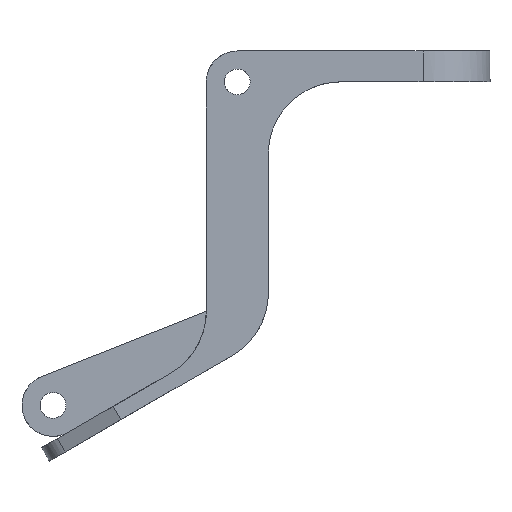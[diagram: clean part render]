
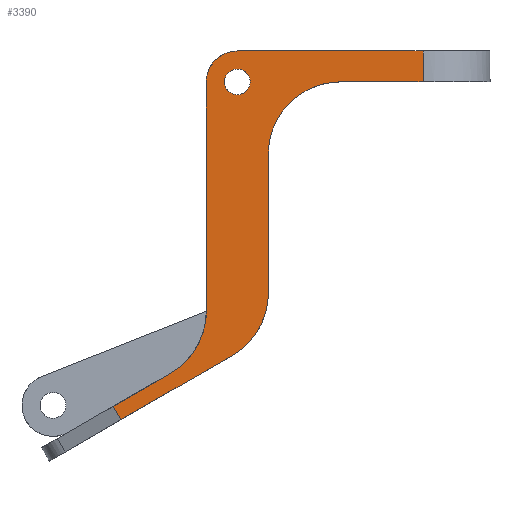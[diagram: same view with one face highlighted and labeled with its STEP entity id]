
A CAD part, front view. The second image highlights one B-rep face of the part: STEP entity #3390.
In plain terms, the highlighted free-form (B-spline) face has degree [1, 1] with [2, 2] control points.
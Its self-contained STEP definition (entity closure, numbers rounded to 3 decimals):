
#1746 = VERTEX_POINT('',#1747);
#1747 = CARTESIAN_POINT('',(-2.098,-27.28,
    -111.306));
#1752 = EDGE_CURVE('',#1753,#1746,#1755,.T.);
#1753 = VERTEX_POINT('',#1754);
#1754 = CARTESIAN_POINT('',(-47.381,-27.28,
    -137.45));
#1755 = B_SPLINE_CURVE_WITH_KNOTS('',1,(#1756,#1757),.UNSPECIFIED.,.F.,
  .F.,(2,2),(-49.834,0.),.PIECEWISE_BEZIER_KNOTS.);
#1756 = CARTESIAN_POINT('',(-47.381,-27.28,
    -137.45));
#1757 = CARTESIAN_POINT('',(-2.098,-27.28,
    -111.306));
#1818 = VERTEX_POINT('',#1819);
#1819 = CARTESIAN_POINT('',(12.591,-27.28,
    -85.863));
#1824 = EDGE_CURVE('',#1746,#1818,#1825,.T.);
#1825 = ( BOUNDED_CURVE() B_SPLINE_CURVE(2,(#1826,#1827,#1828),
.UNSPECIFIED.,.F.,.F.) B_SPLINE_CURVE_WITH_KNOTS((3,3),(5.236,
6.283),.PIECEWISE_BEZIER_KNOTS.) CURVE() 
GEOMETRIC_REPRESENTATION_ITEM() RATIONAL_B_SPLINE_CURVE((1.,
0.866,1.)) REPRESENTATION_ITEM('') );
#1826 = CARTESIAN_POINT('',(-2.098,-27.28,
    -111.306));
#1827 = CARTESIAN_POINT('',(12.591,-27.28,
    -102.825));
#1828 = CARTESIAN_POINT('',(12.591,-27.28,
    -85.863));
#1936 = VERTEX_POINT('',#1937);
#1937 = CARTESIAN_POINT('',(12.591,-27.28,
    -29.379));
#1942 = EDGE_CURVE('',#1818,#1936,#1943,.T.);
#1943 = B_SPLINE_CURVE_WITH_KNOTS('',1,(#1944,#1945),.UNSPECIFIED.,.F.,
  .F.,(2,2),(-53.834,0.),.PIECEWISE_BEZIER_KNOTS.);
#1944 = CARTESIAN_POINT('',(12.591,-27.28,
    -85.863));
#1945 = CARTESIAN_POINT('',(12.591,-27.28,
    -29.379));
#2112 = VERTEX_POINT('',#2113);
#2113 = CARTESIAN_POINT('',(-50.529,-27.28,
    -131.998));
#2118 = EDGE_CURVE('',#2119,#2112,#2121,.T.);
#2119 = VERTEX_POINT('',#2120);
#2120 = CARTESIAN_POINT('',(-27.28,-27.28,
    -118.575));
#2121 = B_SPLINE_CURVE_WITH_KNOTS('',1,(#2122,#2123),.UNSPECIFIED.,.F.,
  .F.,(2,2),(24.249,49.834),.PIECEWISE_BEZIER_KNOTS.);
#2122 = CARTESIAN_POINT('',(-27.28,-27.28,
    -118.575));
#2123 = CARTESIAN_POINT('',(-50.529,-27.28,
    -131.998));
#2265 = EDGE_CURVE('',#1753,#2112,#2266,.T.);
#2266 = B_SPLINE_CURVE_WITH_KNOTS('',1,(#2267,#2268),.UNSPECIFIED.,.F.,
  .F.,(2,2),(-12.142,-6.142),.PIECEWISE_BEZIER_KNOTS.);
#2267 = CARTESIAN_POINT('',(-47.381,-27.28,
    -137.45));
#2268 = CARTESIAN_POINT('',(-50.529,-27.28,
    -131.998));
#2560 = VERTEX_POINT('',#2561);
#2561 = CARTESIAN_POINT('',(75.545,-27.28,0.));
#2569 = EDGE_CURVE('',#2570,#2560,#2572,.T.);
#2570 = VERTEX_POINT('',#2571);
#2571 = CARTESIAN_POINT('',(41.969,-27.28,0.));
#2572 = B_SPLINE_CURVE_WITH_KNOTS('',1,(#2573,#2574),.UNSPECIFIED.,.F.,
  .F.,(2,2),(-58.,-26.),.PIECEWISE_BEZIER_KNOTS.);
#2573 = CARTESIAN_POINT('',(41.969,-27.28,0.));
#2574 = CARTESIAN_POINT('',(75.545,-27.28,0.));
#2592 = EDGE_CURVE('',#1936,#2570,#2593,.T.);
#2593 = ( BOUNDED_CURVE() B_SPLINE_CURVE(2,(#2594,#2595,#2596),
.UNSPECIFIED.,.F.,.F.) B_SPLINE_CURVE_WITH_KNOTS((3,3),(0.,
1.571),.PIECEWISE_BEZIER_KNOTS.) CURVE() 
GEOMETRIC_REPRESENTATION_ITEM() RATIONAL_B_SPLINE_CURVE((1.,
0.707,1.)) REPRESENTATION_ITEM('') );
#2594 = CARTESIAN_POINT('',(12.591,-27.28,
    -29.379));
#2595 = CARTESIAN_POINT('',(12.591,-27.28,0.));
#2596 = CARTESIAN_POINT('',(41.969,-27.28,0.));
#3046 = VERTEX_POINT('',#3047);
#3047 = CARTESIAN_POINT('',(-5.246,-27.28,
    0.));
#3054 = EDGE_CURVE('',#3046,#3046,#3055,.T.);
#3055 = ( BOUNDED_CURVE() B_SPLINE_CURVE(2,(#3056,#3057,#3058,#3059,
#3060,#3061,#3062),.UNSPECIFIED.,.T.,.F.) B_SPLINE_CURVE_WITH_KNOTS((3,2
    ,2,3),(3.142,5.236,7.33,9.425),
.PIECEWISE_BEZIER_KNOTS.) CURVE() GEOMETRIC_REPRESENTATION_ITEM() 
RATIONAL_B_SPLINE_CURVE((1.,0.5,1.,0.5,1.,0.5,1.)) REPRESENTATION_ITEM(
  '') );
#3056 = CARTESIAN_POINT('',(-5.246,-27.28,
    0.));
#3057 = CARTESIAN_POINT('',(-5.246,-27.28,
    9.087));
#3058 = CARTESIAN_POINT('',(2.623,-27.28,
    4.543));
#3059 = CARTESIAN_POINT('',(10.492,-27.28,
    0.));
#3060 = CARTESIAN_POINT('',(2.623,-27.28,
    -4.543));
#3061 = CARTESIAN_POINT('',(-5.246,-27.28,
    -9.087));
#3062 = CARTESIAN_POINT('',(-5.246,-27.28,
    0.));
#3147 = VERTEX_POINT('',#3148);
#3148 = CARTESIAN_POINT('',(-12.591,-27.28,
    -93.132));
#3153 = EDGE_CURVE('',#2119,#3147,#3154,.T.);
#3154 = ( BOUNDED_CURVE() B_SPLINE_CURVE(2,(#3155,#3156,#3157),
.UNSPECIFIED.,.F.,.F.) B_SPLINE_CURVE_WITH_KNOTS((3,3),(5.76,
6.807),.PIECEWISE_BEZIER_KNOTS.) CURVE() 
GEOMETRIC_REPRESENTATION_ITEM() RATIONAL_B_SPLINE_CURVE((1.,
0.866,1.)) REPRESENTATION_ITEM('') );
#3155 = CARTESIAN_POINT('',(-27.28,-27.28,
    -118.575));
#3156 = CARTESIAN_POINT('',(-12.591,-27.28,
    -110.094));
#3157 = CARTESIAN_POINT('',(-12.591,-27.28,
    -93.132));
#3360 = VERTEX_POINT('',#3361);
#3361 = CARTESIAN_POINT('',(75.545,-27.28,
    12.591));
#3369 = EDGE_CURVE('',#3360,#2560,#3370,.T.);
#3370 = B_SPLINE_CURVE_WITH_KNOTS('',1,(#3371,#3372),.UNSPECIFIED.,.F.,
  .F.,(2,2),(-44.25,-32.25),.PIECEWISE_BEZIER_KNOTS.);
#3371 = CARTESIAN_POINT('',(75.545,-27.28,
    12.591));
#3372 = CARTESIAN_POINT('',(75.545,-27.28,0.));
#3390 = ADVANCED_FACE('',(#3391,#3422),#3425,.F.);
#3391 = FACE_BOUND('',#3392,.T.);
#3392 = EDGE_LOOP('',(#3393,#3394,#3395,#3396,#3397,#3398,#3399,#3400,
    #3407,#3415,#3420,#3421));
#3393 = ORIENTED_EDGE('',*,*,#2265,.F.);
#3394 = ORIENTED_EDGE('',*,*,#1752,.T.);
#3395 = ORIENTED_EDGE('',*,*,#1824,.T.);
#3396 = ORIENTED_EDGE('',*,*,#1942,.T.);
#3397 = ORIENTED_EDGE('',*,*,#2592,.T.);
#3398 = ORIENTED_EDGE('',*,*,#2569,.T.);
#3399 = ORIENTED_EDGE('',*,*,#3369,.F.);
#3400 = ORIENTED_EDGE('',*,*,#3401,.T.);
#3401 = EDGE_CURVE('',#3360,#3402,#3404,.T.);
#3402 = VERTEX_POINT('',#3403);
#3403 = CARTESIAN_POINT('',(0.,-27.28,
    12.591));
#3404 = B_SPLINE_CURVE_WITH_KNOTS('',1,(#3405,#3406),.UNSPECIFIED.,.F.,
  .F.,(2,2),(-72.,0.),.PIECEWISE_BEZIER_KNOTS.);
#3405 = CARTESIAN_POINT('',(75.545,-27.28,
    12.591));
#3406 = CARTESIAN_POINT('',(0.,-27.28,
    12.591));
#3407 = ORIENTED_EDGE('',*,*,#3408,.T.);
#3408 = EDGE_CURVE('',#3402,#3409,#3411,.T.);
#3409 = VERTEX_POINT('',#3410);
#3410 = CARTESIAN_POINT('',(-12.591,-27.28,0.));
#3411 = ( BOUNDED_CURVE() B_SPLINE_CURVE(2,(#3412,#3413,#3414),
.UNSPECIFIED.,.F.,.F.) B_SPLINE_CURVE_WITH_KNOTS((3,3),(4.712,
6.283),.PIECEWISE_BEZIER_KNOTS.) CURVE() 
GEOMETRIC_REPRESENTATION_ITEM() RATIONAL_B_SPLINE_CURVE((1.,
0.707,1.)) REPRESENTATION_ITEM('') );
#3412 = CARTESIAN_POINT('',(0.,-27.28,
    12.591));
#3413 = CARTESIAN_POINT('',(-12.591,-27.28,
    12.591));
#3414 = CARTESIAN_POINT('',(-12.591,-27.28,
    0.));
#3415 = ORIENTED_EDGE('',*,*,#3416,.T.);
#3416 = EDGE_CURVE('',#3409,#3147,#3417,.T.);
#3417 = B_SPLINE_CURVE_WITH_KNOTS('',1,(#3418,#3419),.UNSPECIFIED.,.F.,
  .F.,(2,2),(0.,88.762),.PIECEWISE_BEZIER_KNOTS.);
#3418 = CARTESIAN_POINT('',(-12.591,-27.28,0.));
#3419 = CARTESIAN_POINT('',(-12.591,-27.28,
    -93.132));
#3420 = ORIENTED_EDGE('',*,*,#3153,.F.);
#3421 = ORIENTED_EDGE('',*,*,#2118,.T.);
#3422 = FACE_BOUND('',#3423,.T.);
#3423 = EDGE_LOOP('',(#3424));
#3424 = ORIENTED_EDGE('',*,*,#3054,.T.);
#3425 = B_SPLINE_SURFACE_WITH_KNOTS('',1,1,(
    (#3426,#3427)
    ,(#3428,#3429
    )),.UNSPECIFIED.,.F.,.F.,.F.,(2,2),(2,2),(-59.222,
    60.935),(-82.5,60.5),.PIECEWISE_BEZIER_KNOTS.);
#3426 = CARTESIAN_POINT('',(-50.529,-27.28,
    12.591));
#3427 = CARTESIAN_POINT('',(-50.529,-27.28,
    -137.45));
#3428 = CARTESIAN_POINT('',(75.545,-27.28,
    12.591));
#3429 = CARTESIAN_POINT('',(75.545,-27.28,
    -137.45));
